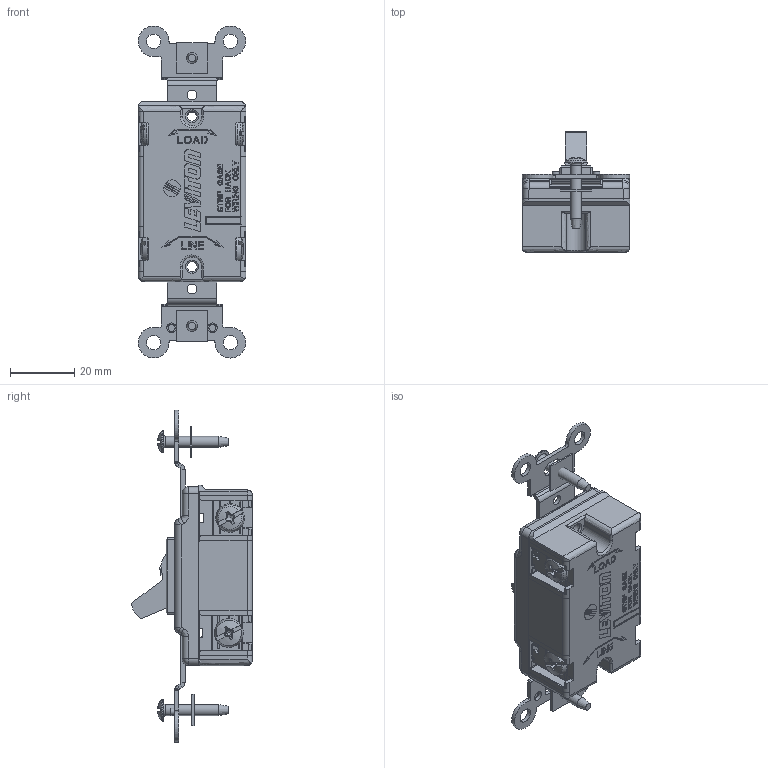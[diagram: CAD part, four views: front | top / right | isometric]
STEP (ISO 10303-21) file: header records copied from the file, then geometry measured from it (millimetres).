
FILE_DESCRIPTION (( 'STEP AP214' ), '1' );
FILE_NAME ('CATSTD-01102-0CW-M01.STEP', '2023-06-16T13:36:13', ( '' ), ( '' ), 'SwSTEP 2.0', 'SolidWorks 2020', '' );
FILE_SCHEMA (( 'AUTOMOTIVE_DESIGN' ));
Length unit declared in the file: inch
Products named in the file (9): BA70808-F01; OT71410-CHOPPED; OG68248-M01; BA44696-M01; OF41400-M01; OG84007-M01_OG84007-M11; BA84016-M01; OE35733-M01-REF; CATSTD-01102-0CW-M01
Assembly tree (13 placements, depth 2):
  CATSTD-01102-0CW-M01
    BA84016-M01
    BA70808-F01
    BA44696-M01
    OT71410-CHOPPED  x4
    OE35733-M01-REF
    OG68248-M01  x2
    OG84007-M01_OG84007-M11  x2
    OF41400-M01
Bounding box: 33.53 x 37.56 x 103.17 mm (x, y, z)
Volume: 12436.6 mm3; surface area: 27414.5 mm2
Topology: 15 solids, 17 shells, 3593 faces, 11210 edges, 7446 vertices
Faces by surface type: plane 1943, cylinder 828, bspline 509, sphere 133, cone 122, torus 58
Full cylindrical faces by diameter (mm): 2.184 x2, 2.54 x2, 2.858 x1, 2.946 x2, 3.048 x2, 3.175 x2, 3.404 x2, 3.581 x4, 3.962 x4, 4.089 x2, 4.521 x4, 4.572 x4, 6.858 x2, 8.89 x2
Entity records: 192651 total; most frequent: CARTESIAN_POINT 77235, ORIENTED_EDGE 18651, DIRECTION 15172, EDGE_CURVE 10433, VERTEX_POINT 7002, LINE 6882, VECTOR 6882, AXIS2_PLACEMENT_3D 4145
